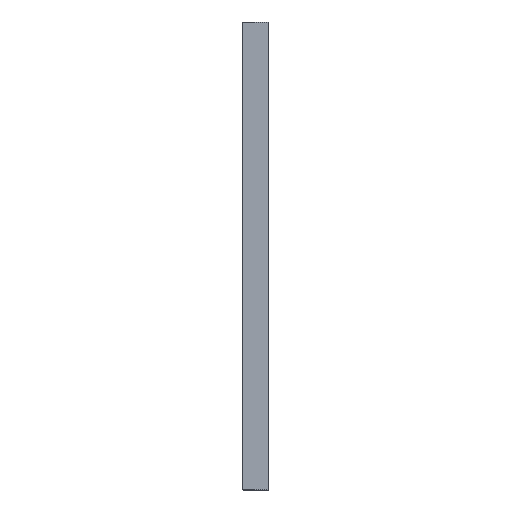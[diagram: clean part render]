
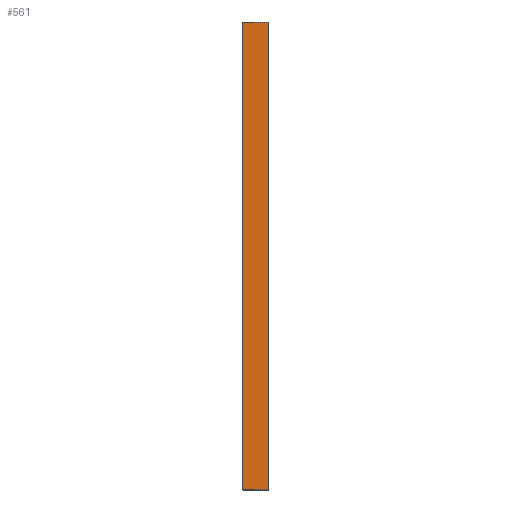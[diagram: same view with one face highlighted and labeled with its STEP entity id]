
A CAD part, left-side view. The second image highlights one B-rep face of the part: STEP entity #561.
In plain terms, the highlighted planar face has unit normal (-1, 0, 0).
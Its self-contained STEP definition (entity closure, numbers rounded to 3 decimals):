
#29 = EDGE_CURVE ( 'NONE', #513, #962, #1149, .T. ) ;
#97 = LINE ( 'NONE', #732, #1086 ) ;
#106 = DIRECTION ( 'NONE',  ( 1., 0., 0. ) ) ;
#122 = CARTESIAN_POINT ( 'NONE',  ( -41.275, 3.175, 28.575 ) ) ;
#143 = EDGE_CURVE ( 'NONE', #846, #151, #339, .T. ) ;
#151 = VERTEX_POINT ( 'NONE', #268 ) ;
#182 = CARTESIAN_POINT ( 'NONE',  ( -41.275, 3.175, 28.575 ) ) ;
#192 = CARTESIAN_POINT ( 'NONE',  ( -41.275, 0., 28.575 ) ) ;
#210 = PLANE ( 'NONE',  #1174 ) ;
#239 = ORIENTED_EDGE ( 'NONE', *, *, #1114, .F. ) ;
#268 = CARTESIAN_POINT ( 'NONE',  ( -41.275, 0., -28.575 ) ) ;
#318 = ORIENTED_EDGE ( 'NONE', *, *, #143, .T. ) ;
#339 = LINE ( 'NONE', #725, #438 ) ;
#366 = DIRECTION ( 'NONE',  ( 0., 0., 1. ) ) ;
#417 = VECTOR ( 'NONE', #590, 1000. ) ;
#419 = CARTESIAN_POINT ( 'NONE',  ( -41.275, 3.175, 28.575 ) ) ;
#438 = VECTOR ( 'NONE', #1090, 1000. ) ;
#454 = CARTESIAN_POINT ( 'NONE',  ( -41.275, 3.175, 28.575 ) ) ;
#513 = VERTEX_POINT ( 'NONE', #122 ) ;
#561 = ADVANCED_FACE ( 'NONE', ( #1108 ), #210, .F. ) ;
#590 = DIRECTION ( 'NONE',  ( 0., -1., 0. ) ) ;
#594 = ORIENTED_EDGE ( 'NONE', *, *, #29, .F. ) ;
#725 = CARTESIAN_POINT ( 'NONE',  ( -41.275, 3.175, -28.575 ) ) ;
#732 = CARTESIAN_POINT ( 'NONE',  ( -41.275, 0., 28.575 ) ) ;
#746 = LINE ( 'NONE', #454, #1109 ) ;
#811 = CARTESIAN_POINT ( 'NONE',  ( -41.275, 3.175, -28.575 ) ) ;
#846 = VERTEX_POINT ( 'NONE', #811 ) ;
#962 = VERTEX_POINT ( 'NONE', #192 ) ;
#1009 = DIRECTION ( 'NONE',  ( 0., 0., 1. ) ) ;
#1052 = EDGE_LOOP ( 'NONE', ( #1093, #594, #239, #318 ) ) ;
#1086 = VECTOR ( 'NONE', #1009, 1000. ) ;
#1090 = DIRECTION ( 'NONE',  ( 0., -1., 0. ) ) ;
#1093 = ORIENTED_EDGE ( 'NONE', *, *, #1144, .T. ) ;
#1108 = FACE_OUTER_BOUND ( 'NONE', #1052, .T. ) ;
#1109 = VECTOR ( 'NONE', #366, 1000. ) ;
#1114 = EDGE_CURVE ( 'NONE', #846, #513, #746, .T. ) ;
#1116 = DIRECTION ( 'NONE',  ( 0., 0., -1. ) ) ;
#1144 = EDGE_CURVE ( 'NONE', #151, #962, #97, .T. ) ;
#1149 = LINE ( 'NONE', #419, #417 ) ;
#1174 = AXIS2_PLACEMENT_3D ( 'NONE', #182, #106, #1116 ) ;
